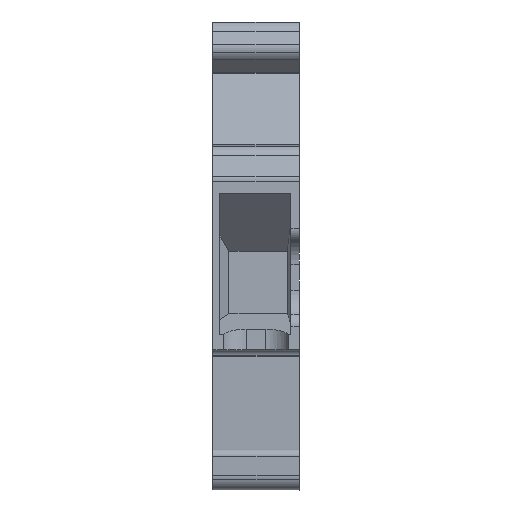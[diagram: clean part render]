
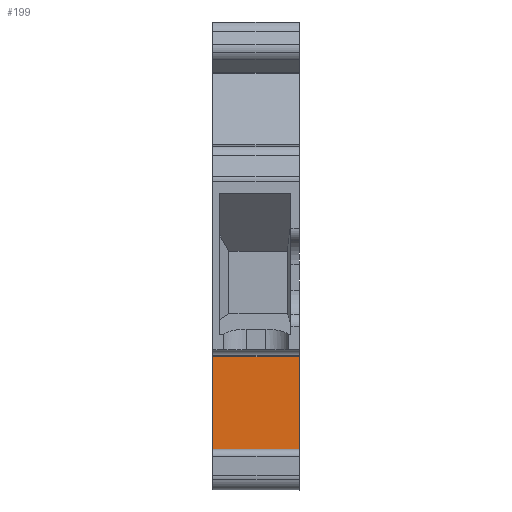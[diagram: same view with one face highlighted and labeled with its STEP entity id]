
A CAD part, front view. The second image highlights one B-rep face of the part: STEP entity #199.
In plain terms, the highlighted planar face has unit normal (0, -1, 0).
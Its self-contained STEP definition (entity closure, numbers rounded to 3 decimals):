
#199=ADVANCED_FACE('',(#575),#576,.F.);
#575=FACE_OUTER_BOUND('',#1222,.T.);
#576=PLANE('',#1223);
#1222=EDGE_LOOP('',(#2616,#2617,#2618,#2619,#2620));
#1223=AXIS2_PLACEMENT_3D('',#2621,#2622,#2623);
#2616=ORIENTED_EDGE('',*,*,#3391,.T.);
#2617=ORIENTED_EDGE('',*,*,#3768,.T.);
#2618=ORIENTED_EDGE('',*,*,#3769,.T.);
#2619=ORIENTED_EDGE('',*,*,#3347,.F.);
#2620=ORIENTED_EDGE('',*,*,#3627,.F.);
#2621=CARTESIAN_POINT('',(-36.442,99.284,101.883));
#2622=DIRECTION('',(0.,1.0,0.));
#2623=DIRECTION('',(1.0,0.,0.));
#3347=EDGE_CURVE('',#4075,#4077,#4078,.T.);
#3391=EDGE_CURVE('',#4159,#4160,#4161,.T.);
#3627=EDGE_CURVE('',#4159,#4075,#4561,.T.);
#3768=EDGE_CURVE('',#4160,#4769,#4770,.T.);
#3769=EDGE_CURVE('',#4769,#4077,#4771,.T.);
#4075=VERTEX_POINT('',#5317);
#4077=VERTEX_POINT('',#5320);
#4078=LINE('',#5321,#5322);
#4159=VERTEX_POINT('',#5429);
#4160=VERTEX_POINT('',#5430);
#4161=LINE('',#5431,#5432);
#4561=LINE('',#6221,#6222);
#4769=VERTEX_POINT('',#6684);
#4770=LINE('',#6685,#6686);
#4771=LINE('',#6687,#6688);
#5317=CARTESIAN_POINT('',(-26.522,99.284,100.718));
#5320=CARTESIAN_POINT('',(-26.522,99.284,105.868));
#5321=CARTESIAN_POINT('',(-26.522,99.284,80.082));
#5322=VECTOR('',#7776,1.0);
#5429=CARTESIAN_POINT('',(-26.522,99.284,97.818));
#5430=CARTESIAN_POINT('',(-20.372,99.284,97.818));
#5431=CARTESIAN_POINT('',(32.528,99.284,97.818));
#5432=VECTOR('',#7854,1.0);
#6221=CARTESIAN_POINT('',(-26.522,99.284,80.082));
#6222=VECTOR('',#8214,1.0);
#6684=CARTESIAN_POINT('',(-20.372,99.284,105.868));
#6685=CARTESIAN_POINT('',(-20.372,99.284,80.082));
#6686=VECTOR('',#8439,1.0);
#6687=CARTESIAN_POINT('',(32.528,99.284,105.868));
#6688=VECTOR('',#8440,1.0);
#7776=DIRECTION('',(0.,0.,1.0));
#7854=DIRECTION('',(1.0,0.,0.));
#8214=DIRECTION('',(0.,0.,1.0));
#8439=DIRECTION('',(0.,0.,1.0));
#8440=DIRECTION('',(-1.0,0.,0.));
